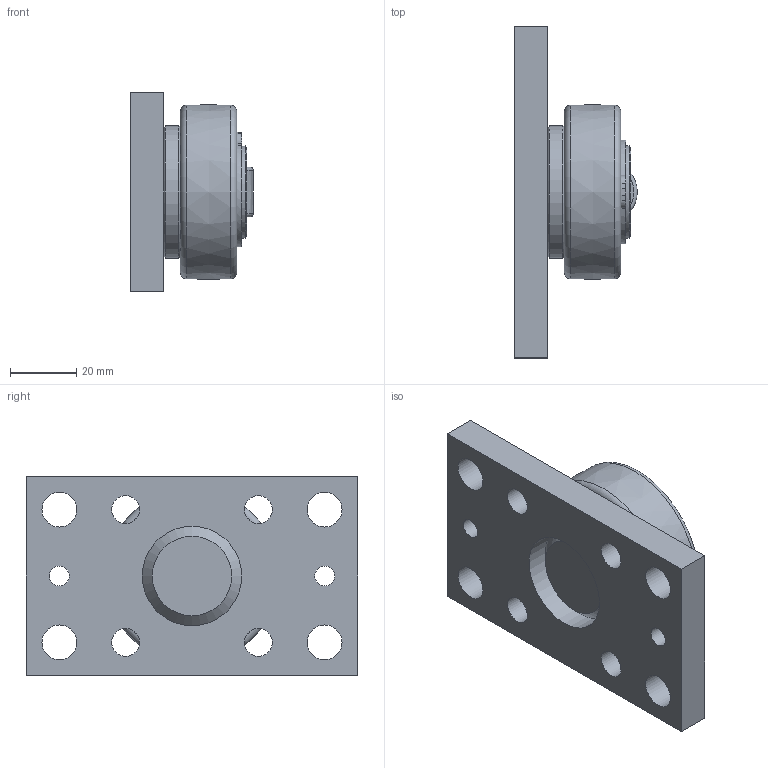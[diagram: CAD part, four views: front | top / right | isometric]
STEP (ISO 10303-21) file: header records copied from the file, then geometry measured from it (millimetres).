
FILE_DESCRIPTION(/* description */ ('Tigerrolle mit BR1100'),/* implementation_level */ '2;1');
FILE_NAME(/* name */ 'ALFATEC_TR050-0200BR1100.stp',/* time_stamp */ '2022-03-15T08:41:22+01:00',/* author */ ('kstaebler'),/* organization */ (''),/* preprocessor_version */ 'ST-DEVELOPER v18.1',/* originating_system */ 'Autodesk Inventor 2020',/* authorisation */ '');
FILE_SCHEMA (('CONFIG_CONTROL_DESIGN'));
Length unit declared in the file: millimetre
Products named in the file (1): TR 050.0200 BR1100
Bounding box: 37 x 100 x 60 mm (x, y, z)
Volume: 85374.3 mm3; surface area: 32909.5 mm2
Topology: 1 solids, 1 shells, 104 faces, 288 edges, 198 vertices
Faces by surface type: plane 51, cylinder 41, torus 6, cone 4, bspline 2
Full cylindrical faces by diameter (mm): 2 x2, 6 x2, 8.376 x4, 8.5 x2, 9.5 x2, 10.5 x6, 26.6 x1, 28 x3, 30 x1, 32 x1, 33 x2, 36 x1, 38 x2, 40 x1, 41 x1, 46 x2
Entity records: 3736 total; most frequent: DIRECTION 689, CARTESIAN_POINT 643, ORIENTED_EDGE 576, AXIS2_PLACEMENT_3D 298, EDGE_CURVE 288, VERTEX_POINT 198, CIRCLE 195, EDGE_LOOP 149
